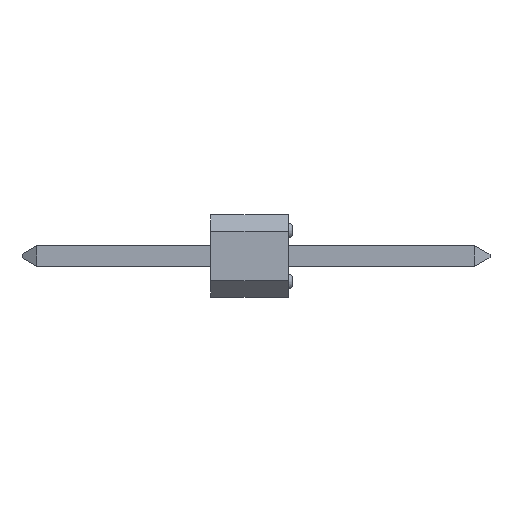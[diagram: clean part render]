
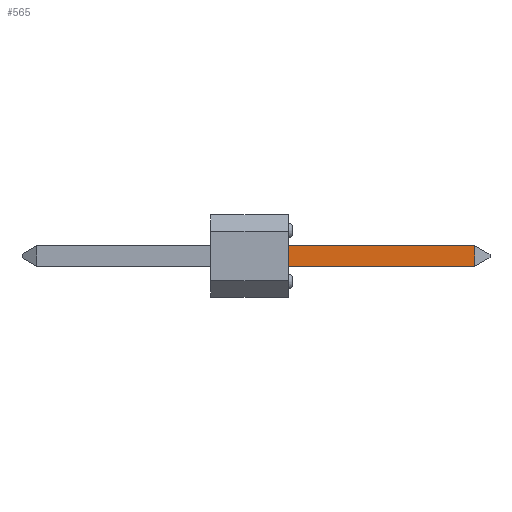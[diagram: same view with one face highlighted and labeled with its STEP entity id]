
A CAD part, left-side view. The second image highlights one B-rep face of the part: STEP entity #565.
In plain terms, the highlighted planar face has unit normal (-1, 0, 0).
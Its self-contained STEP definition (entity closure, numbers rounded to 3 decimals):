
#6 = VERTEX_POINT ( 'NONE', #84 ) ;
#7 = CARTESIAN_POINT ( 'NONE',  ( -0.32, -6.24, -0.32 ) ) ;
#25 = FACE_OUTER_BOUND ( 'NONE', #107, .T. ) ;
#37 = EDGE_CURVE ( 'NONE', #126, #290, #712, .T. ) ;
#82 = ORIENTED_EDGE ( 'NONE', *, *, #37, .F. ) ;
#84 = CARTESIAN_POINT ( 'NONE',  ( -0.32, 0., 0.32 ) ) ;
#93 = DIRECTION ( 'NONE',  ( 0., 0., 1. ) ) ;
#107 = EDGE_LOOP ( 'NONE', ( #82, #716, #704, #587 ) ) ;
#126 = VERTEX_POINT ( 'NONE', #139 ) ;
#139 = CARTESIAN_POINT ( 'NONE',  ( -0.32, -5.772, -0.32 ) ) ;
#144 = DIRECTION ( 'NONE',  ( 0., 0., 1. ) ) ;
#159 = CARTESIAN_POINT ( 'NONE',  ( -0.32, 0., -0.32 ) ) ;
#183 = LINE ( 'NONE', #991, #392 ) ;
#220 = EDGE_CURVE ( 'NONE', #946, #6, #949, .T. ) ;
#285 = VECTOR ( 'NONE', #369, 1000. ) ;
#290 = VERTEX_POINT ( 'NONE', #159 ) ;
#369 = DIRECTION ( 'NONE',  ( 0., 1., 0. ) ) ;
#392 = VECTOR ( 'NONE', #515, 1000. ) ;
#398 = EDGE_CURVE ( 'NONE', #126, #946, #183, .T. ) ;
#434 = DIRECTION ( 'NONE',  ( 0., 1., 0. ) ) ;
#489 = PLANE ( 'NONE',  #518 ) ;
#515 = DIRECTION ( 'NONE',  ( 0., 0., 1. ) ) ;
#518 = AXIS2_PLACEMENT_3D ( 'NONE', #804, #574, #93 ) ;
#533 = VECTOR ( 'NONE', #434, 1000. ) ;
#565 = ADVANCED_FACE ( 'NONE', ( #25 ), #489, .T. ) ;
#574 = DIRECTION ( 'NONE',  ( -1., 0., 0. ) ) ;
#587 = ORIENTED_EDGE ( 'NONE', *, *, #951, .F. ) ;
#624 = CARTESIAN_POINT ( 'NONE',  ( -0.32, 0., -0.32 ) ) ;
#704 = ORIENTED_EDGE ( 'NONE', *, *, #220, .T. ) ;
#712 = LINE ( 'NONE', #7, #285 ) ;
#716 = ORIENTED_EDGE ( 'NONE', *, *, #398, .T. ) ;
#773 = VECTOR ( 'NONE', #144, 1000. ) ;
#804 = CARTESIAN_POINT ( 'NONE',  ( -0.32, -6.24, -0.32 ) ) ;
#906 = CARTESIAN_POINT ( 'NONE',  ( -0.32, -6.24, 0.32 ) ) ;
#946 = VERTEX_POINT ( 'NONE', #1015 ) ;
#949 = LINE ( 'NONE', #906, #533 ) ;
#951 = EDGE_CURVE ( 'NONE', #290, #6, #981, .T. ) ;
#981 = LINE ( 'NONE', #624, #773 ) ;
#991 = CARTESIAN_POINT ( 'NONE',  ( -0.32, -5.772, 0.32 ) ) ;
#1015 = CARTESIAN_POINT ( 'NONE',  ( -0.32, -5.772, 0.32 ) ) ;
